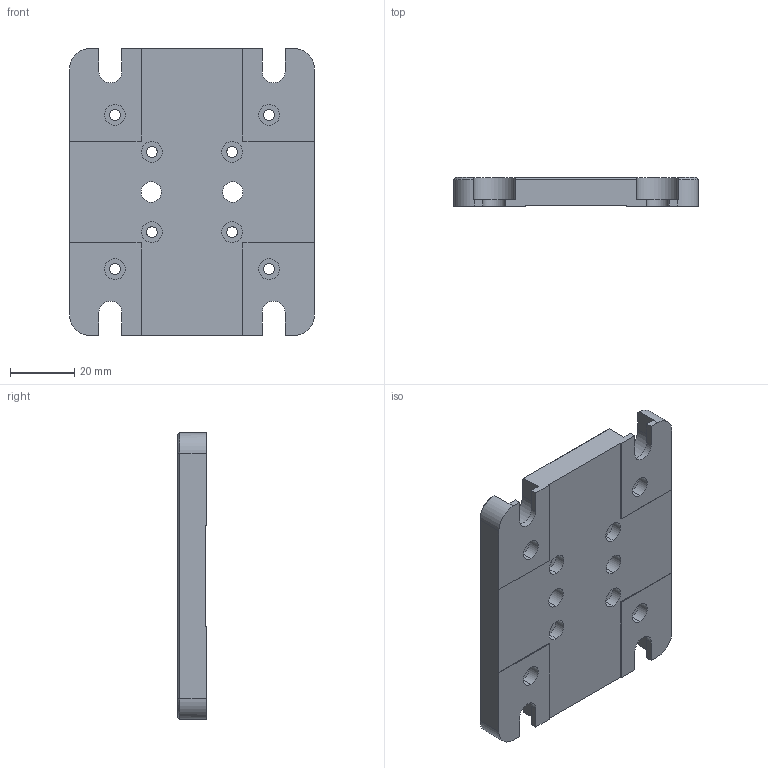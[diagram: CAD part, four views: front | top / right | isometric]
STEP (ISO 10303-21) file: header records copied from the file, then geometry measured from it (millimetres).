
FILE_DESCRIPTION (( 'STEP AP214' ), '1' );
FILE_NAME ('11907-E0W.STEP', '2011-08-12T18:08:17', ( 'Admin' ), ( 'Thorlabs, Inc.' ), 'SwSTEP 2.0', 'SolidWorks 2011', '' );
FILE_SCHEMA (( 'AUTOMOTIVE_DESIGN' ));
Length unit declared in the file: millimetre
Products named in the file (1): 11907-E0W
Bounding box: 76.2 x 8.89 x 89.28 mm (x, y, z)
Volume: 52180.3 mm3; surface area: 17571.6 mm2
Topology: 1 solids, 1 shells, 114 faces, 304 edges, 200 vertices
Faces by surface type: plane 54, cylinder 52, cone 8
Entity records: 4912 total; most frequent: DIRECTION 646, CARTESIAN_POINT 631, ORIENTED_EDGE 608, EDGE_CURVE 304, AXIS2_PLACEMENT_3D 231, VERTEX_POINT 200, VECTOR 184, LINE 184
